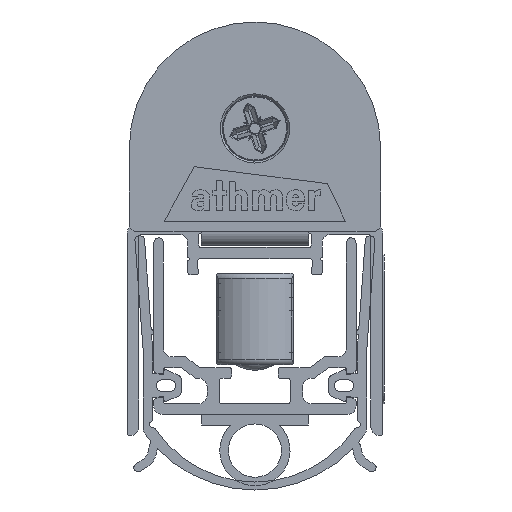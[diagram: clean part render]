
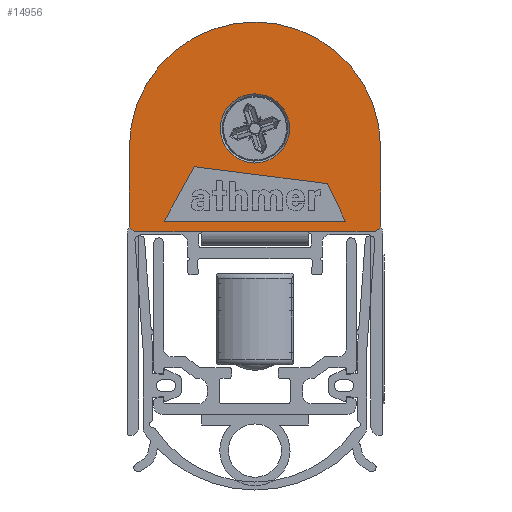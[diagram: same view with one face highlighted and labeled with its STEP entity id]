
A CAD part, front view. The second image highlights one B-rep face of the part: STEP entity #14956.
In plain terms, the highlighted planar face has unit normal (0, -1, 0).
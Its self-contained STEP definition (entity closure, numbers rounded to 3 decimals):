
#1077=CIRCLE('',#16312,0.7);
#1078=CIRCLE('',#16313,0.7);
#1079=CIRCLE('',#16314,11.8);
#1080=CIRCLE('',#16315,3.25);
#2149=ORIENTED_EDGE('',*,*,#6205,.T.);
#2150=ORIENTED_EDGE('',*,*,#6206,.T.);
#2151=ORIENTED_EDGE('',*,*,#6207,.T.);
#2152=ORIENTED_EDGE('',*,*,#6208,.T.);
#2153=ORIENTED_EDGE('',*,*,#6209,.T.);
#2154=ORIENTED_EDGE('',*,*,#6210,.T.);
#2155=ORIENTED_EDGE('',*,*,#6211,.T.);
#2156=ORIENTED_EDGE('',*,*,#6212,.T.);
#2157=ORIENTED_EDGE('',*,*,#6213,.T.);
#2158=ORIENTED_EDGE('',*,*,#6214,.T.);
#2159=ORIENTED_EDGE('',*,*,#6215,.T.);
#2160=ORIENTED_EDGE('',*,*,#6216,.T.);
#2161=ORIENTED_EDGE('',*,*,#6217,.T.);
#6205=EDGE_CURVE('',#8310,#8311,#9837,.T.);
#6206=EDGE_CURVE('',#8311,#8312,#1077,.T.);
#6207=EDGE_CURVE('',#8312,#8313,#9838,.T.);
#6208=EDGE_CURVE('',#8313,#8314,#9839,.T.);
#6209=EDGE_CURVE('',#8314,#8315,#9840,.T.);
#6210=EDGE_CURVE('',#8315,#8316,#1078,.T.);
#6211=EDGE_CURVE('',#8316,#8317,#9841,.T.);
#6212=EDGE_CURVE('',#8317,#8310,#1079,.T.);
#6213=EDGE_CURVE('',#8318,#8318,#1080,.T.);
#6214=EDGE_CURVE('',#8319,#8320,#9842,.T.);
#6215=EDGE_CURVE('',#8320,#8321,#9843,.T.);
#6216=EDGE_CURVE('',#8321,#8322,#9844,.T.);
#6217=EDGE_CURVE('',#8322,#8319,#9845,.T.);
#8310=VERTEX_POINT('',#21646);
#8311=VERTEX_POINT('',#21647);
#8312=VERTEX_POINT('',#21649);
#8313=VERTEX_POINT('',#21651);
#8314=VERTEX_POINT('',#21653);
#8315=VERTEX_POINT('',#21655);
#8316=VERTEX_POINT('',#21657);
#8317=VERTEX_POINT('',#21659);
#8318=VERTEX_POINT('',#21662);
#8319=VERTEX_POINT('',#21664);
#8320=VERTEX_POINT('',#21665);
#8321=VERTEX_POINT('',#21667);
#8322=VERTEX_POINT('',#21669);
#9837=LINE('',#21645,#11251);
#9838=LINE('',#21650,#11252);
#9839=LINE('',#21652,#11253);
#9840=LINE('',#21654,#11254);
#9841=LINE('',#21658,#11255);
#9842=LINE('',#21663,#11256);
#9843=LINE('',#21666,#11257);
#9844=LINE('',#21668,#11258);
#9845=LINE('',#21670,#11259);
#11251=VECTOR('',#18003,1000.);
#11252=VECTOR('',#18006,1000.);
#11253=VECTOR('',#18007,1000.);
#11254=VECTOR('',#18008,1000.);
#11255=VECTOR('',#18011,1000.);
#11256=VECTOR('',#18016,1000.);
#11257=VECTOR('',#18017,1000.);
#11258=VECTOR('',#18018,1000.);
#11259=VECTOR('',#18019,1000.);
#12504=EDGE_LOOP('',(#2149,#2150,#2151,#2152,#2153,#2154,#2155,#2156));
#12505=EDGE_LOOP('',(#2157));
#12506=EDGE_LOOP('',(#2158,#2159,#2160,#2161));
#13445=FACE_BOUND('',#12504,.T.);
#13446=FACE_BOUND('',#12505,.T.);
#13447=FACE_BOUND('',#12506,.T.);
#14314=PLANE('',#16311);
#14956=ADVANCED_FACE('',(#13445,#13446,#13447),#14314,.T.);
#16311=AXIS2_PLACEMENT_3D('',#21644,#18001,#18002);
#16312=AXIS2_PLACEMENT_3D('',#21648,#18004,#18005);
#16313=AXIS2_PLACEMENT_3D('',#21656,#18009,#18010);
#16314=AXIS2_PLACEMENT_3D('',#21660,#18012,#18013);
#16315=AXIS2_PLACEMENT_3D('',#21661,#18014,#18015);
#18001=DIRECTION('',(0.,-1.,0.));
#18002=DIRECTION('',(0.,0.,-1.));
#18003=DIRECTION('',(0.,0.,-1.));
#18004=DIRECTION('',(0.,-1.,0.));
#18005=DIRECTION('',(0.,0.,-1.));
#18006=DIRECTION('',(1.,0.,0.));
#18007=DIRECTION('',(1.,0.,0.));
#18008=DIRECTION('',(1.,0.,0.));
#18009=DIRECTION('',(0.,-1.,0.));
#18010=DIRECTION('',(0.,0.,-1.));
#18011=DIRECTION('',(0.,0.,1.));
#18012=DIRECTION('',(0.,-1.,0.));
#18013=DIRECTION('',(1.,0.,0.));
#18014=DIRECTION('',(0.,1.,0.));
#18015=DIRECTION('',(0.,0.,1.));
#18016=DIRECTION('',(0.436,0.,-0.9));
#18017=DIRECTION('',(-1.,0.,0.));
#18018=DIRECTION('',(0.486,0.,0.874));
#18019=DIRECTION('',(0.992,0.,-0.126));
#21644=CARTESIAN_POINT('',(0.,-1.,24.725));
#21645=CARTESIAN_POINT('',(-11.8,-1.,16.825));
#21646=CARTESIAN_POINT('',(-11.8,-1.,24.725));
#21647=CARTESIAN_POINT('',(-11.8,-1.,17.525));
#21648=CARTESIAN_POINT('',(-11.1,-1.,17.525));
#21649=CARTESIAN_POINT('',(-11.1,-1.,16.825));
#21650=CARTESIAN_POINT('',(-11.8,-1.,16.825));
#21651=CARTESIAN_POINT('',(-5.05,-1.,16.825));
#21652=CARTESIAN_POINT('',(5.05,-1.,16.825));
#21653=CARTESIAN_POINT('',(5.05,-1.,16.825));
#21654=CARTESIAN_POINT('',(5.05,-1.,16.825));
#21655=CARTESIAN_POINT('',(11.1,-1.,16.825));
#21656=CARTESIAN_POINT('',(11.1,-1.,17.525));
#21657=CARTESIAN_POINT('',(11.8,-1.,17.525));
#21658=CARTESIAN_POINT('',(11.8,-1.,16.825));
#21659=CARTESIAN_POINT('',(11.8,-1.,24.725));
#21660=CARTESIAN_POINT('',(0.,-1.,24.725));
#21661=CARTESIAN_POINT('',(0.,-1.,26.525));
#21662=CARTESIAN_POINT('',(0.,-1.,29.775));
#21663=CARTESIAN_POINT('',(6.796,-1.,21.341));
#21664=CARTESIAN_POINT('',(6.796,-1.,21.341));
#21665=CARTESIAN_POINT('',(8.498,-1.,17.825));
#21666=CARTESIAN_POINT('',(8.498,-1.,17.825));
#21667=CARTESIAN_POINT('',(-8.517,-1.,17.825));
#21668=CARTESIAN_POINT('',(-8.517,-1.,17.825));
#21669=CARTESIAN_POINT('',(-5.681,-1.,22.929));
#21670=CARTESIAN_POINT('',(-5.681,-1.,22.929));
